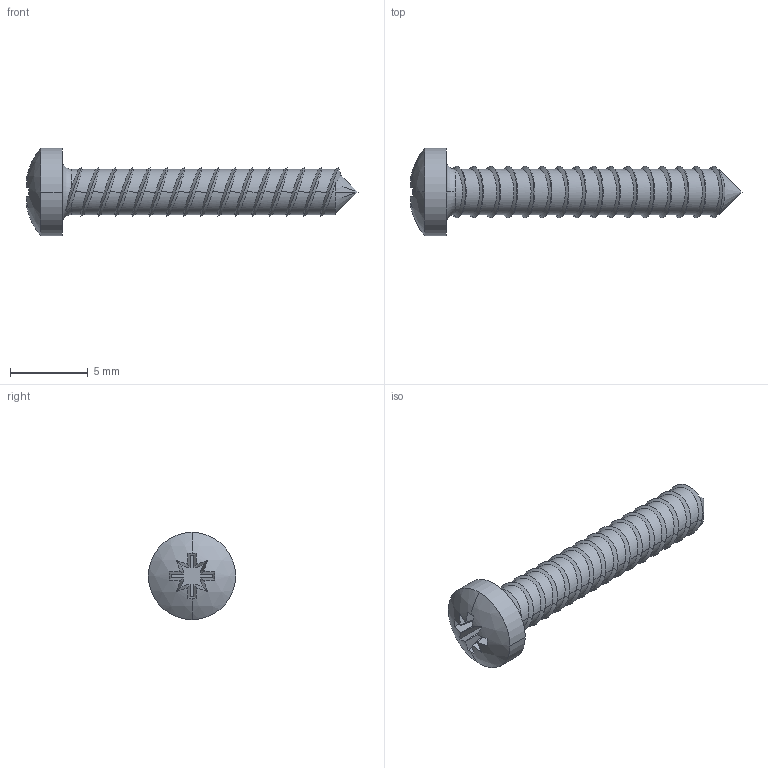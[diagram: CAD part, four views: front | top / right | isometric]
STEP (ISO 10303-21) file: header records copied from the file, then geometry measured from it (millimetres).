
FILE_DESCRIPTION(('STEP AP214'),'1');
FILE_NAME('screw_gbt_15856_1_st2_9x19_z.stp','2016-03-10T18:36:45',('TraceParts'),('TraceParts S.A.'),'Spatial InterOp 3D',' ',' ');
FILE_SCHEMA(('automotive_design'));
Length unit declared in the file: millimetre
Products named in the file (1): 1
Bounding box: 21.33 x 5.6 x 5.6 mm (x, y, z)
Volume: 165.5 mm3; surface area: 283.2 mm2
Topology: 1 solids, 1 shells, 147 faces, 402 edges, 256 vertices
Faces by surface type: cone 76, cylinder 36, plane 31, torus 2, sphere 2
Entity records: 6333 total; most frequent: CARTESIAN_POINT 2817, ORIENTED_EDGE 800, DIRECTION 646, EDGE_CURVE 400, VERTEX_POINT 256, AXIS2_PLACEMENT_3D 241, LINE 164, VECTOR 164
